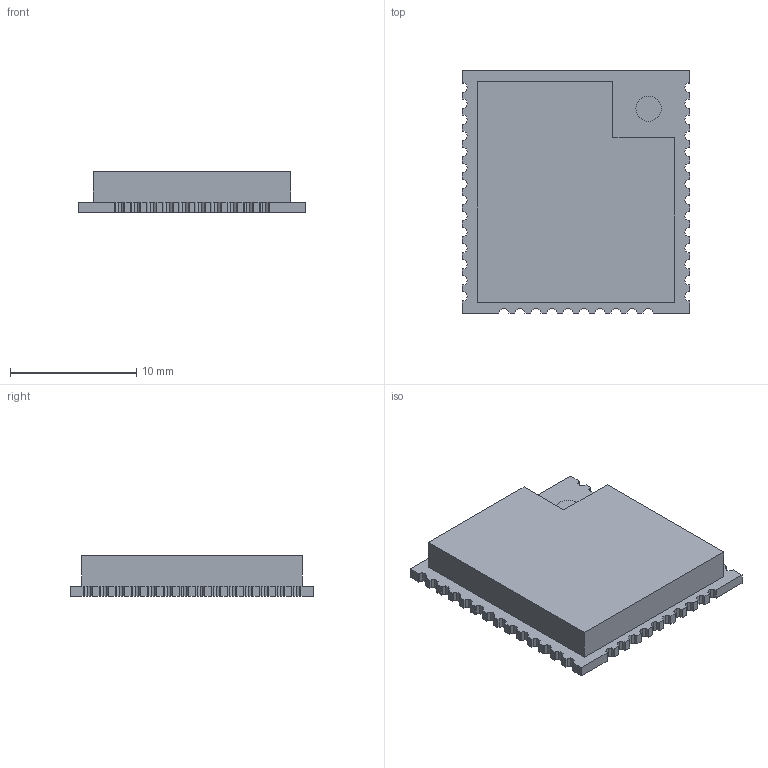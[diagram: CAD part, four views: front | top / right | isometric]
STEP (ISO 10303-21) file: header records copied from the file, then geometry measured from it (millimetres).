
FILE_DESCRIPTION(('FreeCAD Model'),'2;1');
FILE_NAME('ESP32-WROOM-32U.step', '2019-05-03T10:41:09',('Author'),(''), 'Open CASCADE STEP processor 7.2','FreeCAD','Unknown');
FILE_SCHEMA(('AUTOMOTIVE_DESIGN { 1 0 10303 214 1 1 1 1 }'));
Length unit declared in the file: millimetre
Products named in the file (1): Group002
Bounding box: 18 x 19.2 x 3.2 mm (x, y, z)
Volume: 874.5 mm3; surface area: 906.4 mm2
Topology: 1 solids, 1 shells, 310 faces, 918 edges, 612 vertices
Faces by surface type: plane 310
Entity records: 23175 total; most frequent: CARTESIAN_POINT 4761, DIRECTION 2292, ORIENTED_EDGE 1836, PCURVE 1836, DEFINITIONAL_REPRESENTATION 1836, LINE 1670, VECTOR 1670, B_SPLINE_CURVE_WITH_KNOTS 1084
